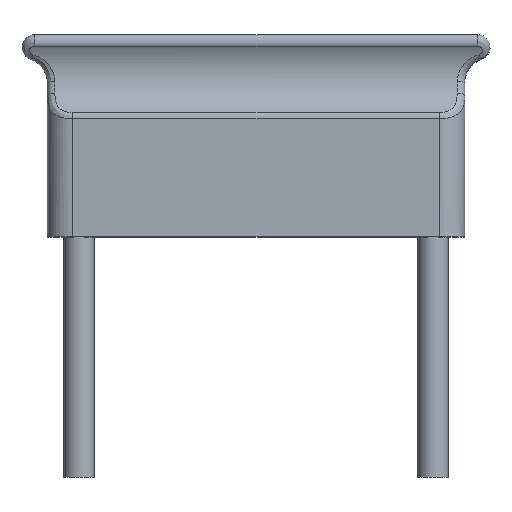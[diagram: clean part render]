
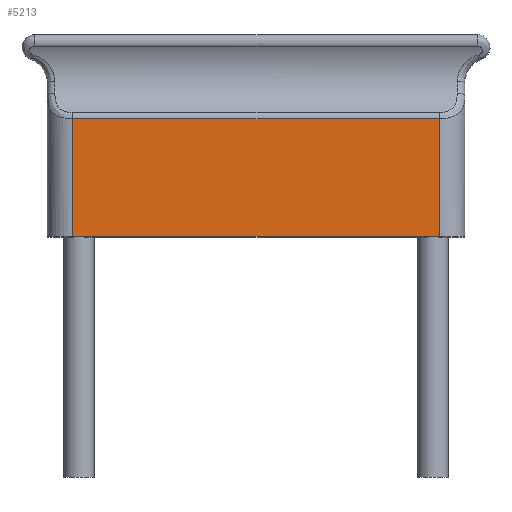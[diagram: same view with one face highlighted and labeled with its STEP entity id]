
A CAD part, top view. The second image highlights one B-rep face of the part: STEP entity #5213.
In plain terms, the highlighted planar face has unit normal (0, 0, 1).
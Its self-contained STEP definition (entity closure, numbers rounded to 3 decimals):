
#100=CARTESIAN_POINT('',(-7.25,4.675,1.5));
#706=DIRECTION('',(1.,0.,0.));
#707=VECTOR('',#706,14.5);
#708=CARTESIAN_POINT('',(-7.25,4.675,1.5));
#709=LINE('',#708,#707);
#710=DIRECTION('',(0.,1.,0.));
#711=VECTOR('',#710,4.675);
#712=CARTESIAN_POINT('',(7.25,0.,1.5));
#713=LINE('',#712,#711);
#714=DIRECTION('',(1.,0.,0.));
#715=VECTOR('',#714,14.5);
#716=CARTESIAN_POINT('',(-7.25,0.,1.5));
#717=LINE('',#716,#715);
#718=DIRECTION('',(0.,-1.,0.));
#719=VECTOR('',#718,4.675);
#720=CARTESIAN_POINT('',(-7.25,4.675,1.5));
#721=LINE('',#720,#719);
#2739=CARTESIAN_POINT('',(-7.25,0.,1.5));
#2741=VERTEX_POINT('',#2739);
#2744=CARTESIAN_POINT('',(7.25,0.,1.5));
#2746=VERTEX_POINT('',#2744);
#2806=VERTEX_POINT('',#100);
#2809=CARTESIAN_POINT('',(7.25,4.675,1.5));
#2810=VERTEX_POINT('',#2809);
#5202=CARTESIAN_POINT('',(0.,0.,1.5));
#5203=DIRECTION('',(0.,0.,1.));
#5204=DIRECTION('',(1.,0.,0.));
#5205=AXIS2_PLACEMENT_3D('',#5202,#5203,#5204);
#5206=PLANE('',#5205);
#5207=ORIENTED_EDGE('',*,*,#5189,.T.);
#5208=ORIENTED_EDGE('',*,*,#5082,.F.);
#5209=ORIENTED_EDGE('',*,*,#3537,.F.);
#5210=ORIENTED_EDGE('',*,*,#3579,.F.);
#5211=EDGE_LOOP('',(#5207,#5208,#5209,#5210));
#5212=FACE_OUTER_BOUND('',#5211,.F.);
#3537=EDGE_CURVE('',#2741,#2746,#717,.T.);
#3579=EDGE_CURVE('',#2806,#2741,#721,.T.);
#5082=EDGE_CURVE('',#2746,#2810,#713,.T.);
#5189=EDGE_CURVE('',#2806,#2810,#709,.T.);
#5213=ADVANCED_FACE('',(#5212),#5206,.T.);
